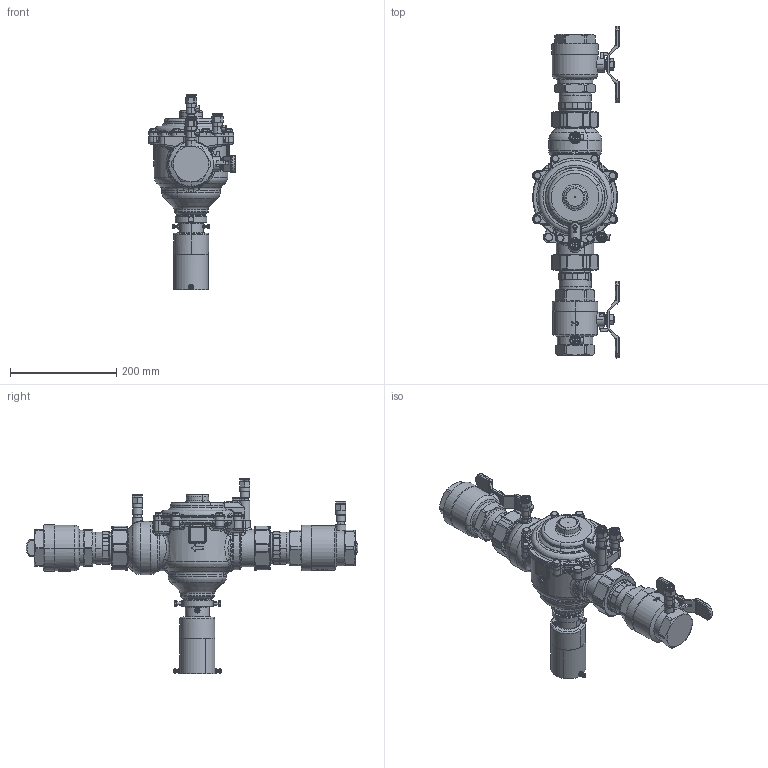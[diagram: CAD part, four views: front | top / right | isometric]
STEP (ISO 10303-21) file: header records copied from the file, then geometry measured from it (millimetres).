
FILE_DESCRIPTION(('CATIA V5 STEP Exchange','CAx-IF Rec.Pracs.--- Model Styling and Organization---1.4--- 2014-01-23','CAx-IF Rec.Pracs.---3D Tessellated Data Validation Properties---0.5---2014-09-14'),'2;1');
FILE_NAME('STEP_574900A_-_TST.stp','2020-12-04T10:41:14+00:00',('none'),('none'),'CATIA Version 5-6 Release 2019 SP3','CATIA V5 STEP AP242 v1','none');
FILE_SCHEMA(('AP242_MANAGED_MODEL_BASED_3D_ENGINEERING_MIM_LF {1 0 10303 442 1 1 4}'));
Length unit declared in the file: millimetre
Products named in the file (1): 574900A - TST
Bounding box: 163.51 x 625.43 x 368.81 mm (x, y, z)
Volume: 5297979.7 mm3; surface area: 343727 mm2
Topology: 7 solids, 26 shells, 5052 faces, 13723 edges, 8738 vertices
Faces by surface type: plane 2047, bspline 1236, cylinder 1097, cone 328, torus 259, sphere 45, revolution 40
Entity records: 236043 total; most frequent: CARTESIAN_POINT 126495, ORIENTED_EDGE 27226, EDGE_CURVE 13613, DIRECTION 12768, VERTEX_POINT 8737, B_SPLINE_CURVE_WITH_KNOTS 5644, AXIS2_PLACEMENT_3D 5501, EDGE_LOOP 5220
